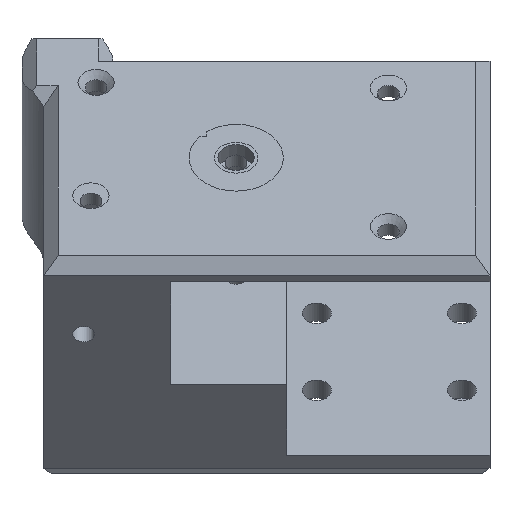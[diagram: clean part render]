
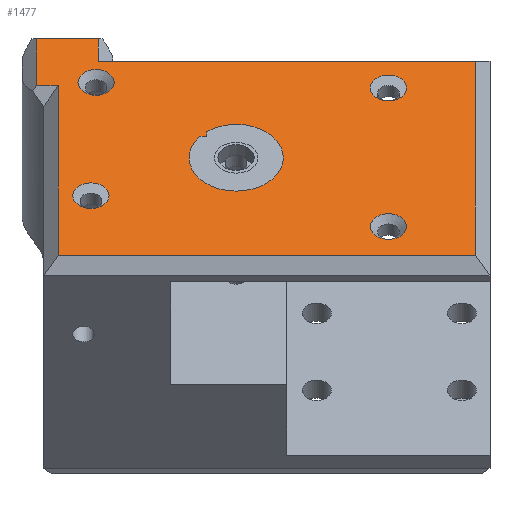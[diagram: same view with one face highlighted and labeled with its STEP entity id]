
A CAD part, front view. The second image highlights one B-rep face of the part: STEP entity #1477.
In plain terms, the highlighted planar face has unit normal (0, -0.707, 0.707).
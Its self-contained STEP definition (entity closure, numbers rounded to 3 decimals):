
#40=FACE_BOUND('',#516,.T.);
#41=FACE_BOUND('',#517,.T.);
#42=FACE_BOUND('',#518,.T.);
#43=FACE_BOUND('',#519,.T.);
#44=FACE_BOUND('',#520,.T.);
#107=LINE('',#2225,#248);
#108=LINE('',#2227,#249);
#123=LINE('',#2264,#264);
#135=LINE('',#2292,#276);
#137=LINE('',#2297,#278);
#142=LINE('',#2327,#283);
#144=LINE('',#2333,#285);
#169=LINE('',#2483,#310);
#170=LINE('',#2485,#311);
#171=LINE('',#2486,#312);
#248=VECTOR('',#1801,10.);
#249=VECTOR('',#1802,10.);
#264=VECTOR('',#1841,10.);
#276=VECTOR('',#1861,10.);
#278=VECTOR('',#1867,10.);
#283=VECTOR('',#1882,10.);
#285=VECTOR('',#1888,10.);
#310=VECTOR('',#1961,10.);
#311=VECTOR('',#1962,10.);
#312=VECTOR('',#1963,10.);
#427=FACE_OUTER_BOUND('',#515,.T.);
#515=EDGE_LOOP('',(#1209,#1210,#1211,#1212,#1213,#1214,#1215,#1216));
#516=EDGE_LOOP('',(#1217));
#517=EDGE_LOOP('',(#1218,#1219,#1220));
#518=EDGE_LOOP('',(#1221));
#519=EDGE_LOOP('',(#1222));
#520=EDGE_LOOP('',(#1223));
#563=CIRCLE('',#1530,2.5);
#566=CIRCLE('',#1535,2.5);
#582=CIRCLE('',#1569,6.5);
#592=CIRCLE('',#1616,2.5);
#593=CIRCLE('',#1618,2.5);
#620=VERTEX_POINT('',#2113);
#623=VERTEX_POINT('',#2123);
#659=VERTEX_POINT('',#2223);
#660=VERTEX_POINT('',#2224);
#661=VERTEX_POINT('',#2226);
#670=VERTEX_POINT('',#2262);
#671=VERTEX_POINT('',#2263);
#683=VERTEX_POINT('',#2291);
#684=VERTEX_POINT('',#2296);
#690=VERTEX_POINT('',#2326);
#692=VERTEX_POINT('',#2332);
#711=VERTEX_POINT('',#2478);
#712=VERTEX_POINT('',#2482);
#713=VERTEX_POINT('',#2484);
#714=VERTEX_POINT('',#2487);
#758=EDGE_CURVE('',#620,#620,#563,.T.);
#763=EDGE_CURVE('',#623,#623,#566,.T.);
#808=EDGE_CURVE('',#659,#660,#107,.T.);
#809=EDGE_CURVE('',#659,#661,#108,.T.);
#810=EDGE_CURVE('',#660,#661,#582,.T.);
#828=EDGE_CURVE('',#670,#671,#123,.T.);
#841=EDGE_CURVE('',#671,#683,#135,.T.);
#844=EDGE_CURVE('',#683,#684,#137,.T.);
#853=EDGE_CURVE('',#684,#690,#142,.T.);
#856=EDGE_CURVE('',#690,#692,#144,.T.);
#894=EDGE_CURVE('',#711,#711,#592,.T.);
#895=EDGE_CURVE('',#712,#670,#169,.T.);
#896=EDGE_CURVE('',#713,#712,#170,.T.);
#897=EDGE_CURVE('',#692,#713,#171,.T.);
#898=EDGE_CURVE('',#714,#714,#593,.T.);
#1209=ORIENTED_EDGE('',*,*,#895,.F.);
#1210=ORIENTED_EDGE('',*,*,#896,.F.);
#1211=ORIENTED_EDGE('',*,*,#897,.F.);
#1212=ORIENTED_EDGE('',*,*,#856,.F.);
#1213=ORIENTED_EDGE('',*,*,#853,.F.);
#1214=ORIENTED_EDGE('',*,*,#844,.F.);
#1215=ORIENTED_EDGE('',*,*,#841,.F.);
#1216=ORIENTED_EDGE('',*,*,#828,.F.);
#1217=ORIENTED_EDGE('',*,*,#758,.F.);
#1218=ORIENTED_EDGE('',*,*,#810,.T.);
#1219=ORIENTED_EDGE('',*,*,#809,.F.);
#1220=ORIENTED_EDGE('',*,*,#808,.T.);
#1221=ORIENTED_EDGE('',*,*,#763,.F.);
#1222=ORIENTED_EDGE('',*,*,#898,.F.);
#1223=ORIENTED_EDGE('',*,*,#894,.F.);
#1407=PLANE('',#1617);
#1477=ADVANCED_FACE('',(#427,#40,#41,#42,#43,#44),#1407,.F.);
#1530=AXIS2_PLACEMENT_3D('',#2115,#1692,#1693);
#1535=AXIS2_PLACEMENT_3D('',#2125,#1704,#1705);
#1569=AXIS2_PLACEMENT_3D('',#2228,#1803,#1804);
#1616=AXIS2_PLACEMENT_3D('',#2480,#1957,#1958);
#1617=AXIS2_PLACEMENT_3D('',#2481,#1959,#1960);
#1618=AXIS2_PLACEMENT_3D('',#2488,#1964,#1965);
#1692=DIRECTION('center_axis',(0.,-0.707,
0.707));
#1693=DIRECTION('ref_axis',(1.,0.,0.));
#1704=DIRECTION('center_axis',(0.,-0.707,
0.707));
#1705=DIRECTION('ref_axis',(1.,0.,0.));
#1801=DIRECTION('',(0.,0.707,0.707));
#1802=DIRECTION('',(-1.,0.,0.));
#1803=DIRECTION('center_axis',(0.,0.707,-0.707));
#1804=DIRECTION('ref_axis',(-1.,0.,0.));
#1841=DIRECTION('',(0.,0.707,0.707));
#1861=DIRECTION('',(-1.,0.,0.));
#1867=DIRECTION('',(0.,0.707,0.707));
#1882=DIRECTION('',(1.,0.,0.));
#1888=DIRECTION('',(0.,-0.707,-0.707));
#1957=DIRECTION('center_axis',(0.,-0.707,
0.707));
#1958=DIRECTION('ref_axis',(1.,0.,0.));
#1959=DIRECTION('center_axis',(0.,0.707,-0.707));
#1960=DIRECTION('ref_axis',(-1.,0.,0.));
#1961=DIRECTION('',(-1.,0.,0.));
#1962=DIRECTION('',(0.,-0.707,-0.707));
#1963=DIRECTION('',(1.,0.,0.));
#1964=DIRECTION('center_axis',(0.,-0.707,
0.707));
#1965=DIRECTION('ref_axis',(1.,0.,0.));
#2113=CARTESIAN_POINT('',(127.203,78.28,201.864));
#2115=CARTESIAN_POINT('Origin',(129.703,78.28,201.864));
#2123=CARTESIAN_POINT('',(126.5,62.659,186.243));
#2125=CARTESIAN_POINT('Origin',(129.,62.659,186.243));
#2223=CARTESIAN_POINT('',(144.932,70.831,194.415));
#2224=CARTESIAN_POINT('',(144.932,71.473,195.057));
#2225=CARTESIAN_POINT('',(144.932,74.314,197.898));
#2226=CARTESIAN_POINT('',(144.013,70.831,194.415));
#2227=CARTESIAN_POINT('',(140.849,70.831,194.415));
#2228=CARTESIAN_POINT('Origin',(149.017,67.898,191.482));
#2262=CARTESIAN_POINT('',(124.497,54.464,178.048));
#2263=CARTESIAN_POINT('',(124.497,77.829,201.413));
#2264=CARTESIAN_POINT('',(124.497,70.967,194.551));
#2291=CARTESIAN_POINT('',(121.497,77.829,201.413));
#2292=CARTESIAN_POINT('',(146.249,77.829,201.413));
#2296=CARTESIAN_POINT('',(121.497,84.298,207.882));
#2297=CARTESIAN_POINT('',(121.497,79.46,203.044));
#2326=CARTESIAN_POINT('',(130.022,84.298,207.882));
#2327=CARTESIAN_POINT('',(149.971,84.298,207.882));
#2332=CARTESIAN_POINT('',(130.022,81.18,204.764));
#2333=CARTESIAN_POINT('',(130.022,80.654,204.238));
#2478=CARTESIAN_POINT('',(167.5,58.416,182.));
#2480=CARTESIAN_POINT('Origin',(170.,58.416,182.));
#2481=CARTESIAN_POINT('Origin',(170.,77.155,200.738));
#2482=CARTESIAN_POINT('',(182.,54.464,178.048));
#2483=CARTESIAN_POINT('',(177.,54.464,178.048));
#2484=CARTESIAN_POINT('',(182.,81.18,204.764));
#2485=CARTESIAN_POINT('',(182.,83.342,206.926));
#2486=CARTESIAN_POINT('',(163.,81.18,204.764));
#2487=CARTESIAN_POINT('',(167.5,77.508,201.092));
#2488=CARTESIAN_POINT('Origin',(170.,77.508,201.092));
